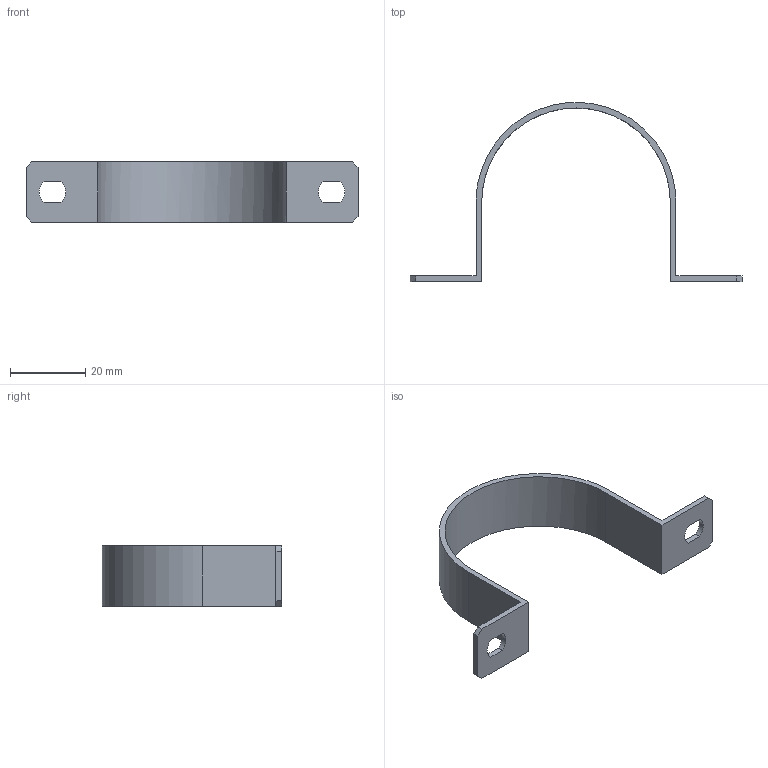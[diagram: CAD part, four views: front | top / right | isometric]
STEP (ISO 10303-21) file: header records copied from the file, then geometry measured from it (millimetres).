
FILE_DESCRIPTION(/* description */ (''),/* implementation_level */ '2;1');
FILE_NAME(/* name */ '1017980',/* time_stamp */ '2014-09-24T09:38:44+02:00',/* author */ (''),/* organization */ (''),/* preprocessor_version */ 'ST-DEVELOPER v15',/* originating_system */ '',/* authorisation */ '');
FILE_SCHEMA (('AUTOMOTIVE_DESIGN'));
Length unit declared in the file: millimetre
Products named in the file (1): Document
Bounding box: 88 x 47.49 x 16 mm (x, y, z)
Volume: 3735.8 mm3; surface area: 5488.7 mm2
Topology: 1 solids, 1 shells, 30 faces, 84 edges, 56 vertices
Faces by surface type: plane 20, bspline 10
Entity records: 1018 total; most frequent: CARTESIAN_POINT 454, ORIENTED_EDGE 168, EDGE_CURVE 84, B_SPLINE_CURVE_WITH_KNOTS 64, VERTEX_POINT 56, EDGE_LOOP 34, ADVANCED_FACE 30, FACE_OUTER_BOUND 30
